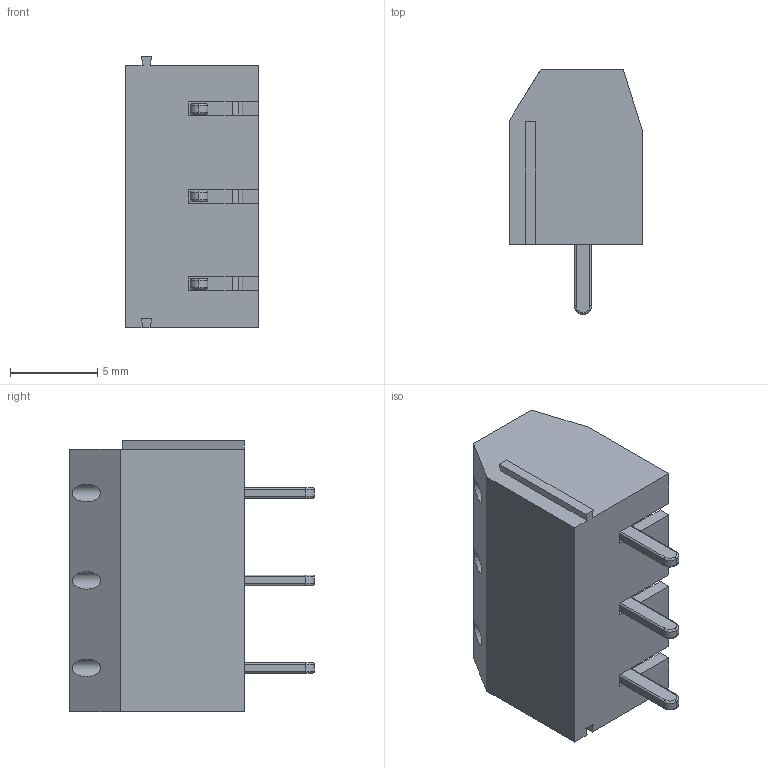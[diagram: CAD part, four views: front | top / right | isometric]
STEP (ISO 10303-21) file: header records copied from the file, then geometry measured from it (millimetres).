
FILE_DESCRIPTION(('FreeCAD Model'),'2;1');
FILE_NAME('Open CASCADE Shape Model','2022-04-04T00:23:59',('Author'),( ''),'Open CASCADE STEP processor 7.5','FreeCAD','Unknown');
FILE_SCHEMA(('AUTOMOTIVE_DESIGN { 1 0 10303 214 1 1 1 1 }'));
Length unit declared in the file: millimetre
Products named in the file (6): ARK306V_3P_5; Array001; Body001; Array002; Body002; Cut
Assembly tree (9 placements, depth 3):
  ARK306V_3P_5
    Array001
      Body001  x3
    Array002
      Body002  x3
    Cut
Bounding box: 7.6 x 14 x 15.5 mm (x, y, z)
Volume: 736.5 mm3; surface area: 1914.7 mm2
Topology: 7 solids, 7 shells, 515 faces, 1293 edges, 767 vertices
Faces by surface type: plane 194, cylinder 192, torus 93, bspline 36
Full cylindrical faces by diameter (mm): 1 x3, 3.5 x3, 3.6 x3
Entity records: 16066 total; most frequent: CARTESIAN_POINT 5359, DIRECTION 2023, LINE 1224, VECTOR 1224, ORIENTED_EDGE 1050, PCURVE 1050, DEFINITIONAL_REPRESENTATION 1050, EDGE_CURVE 525
